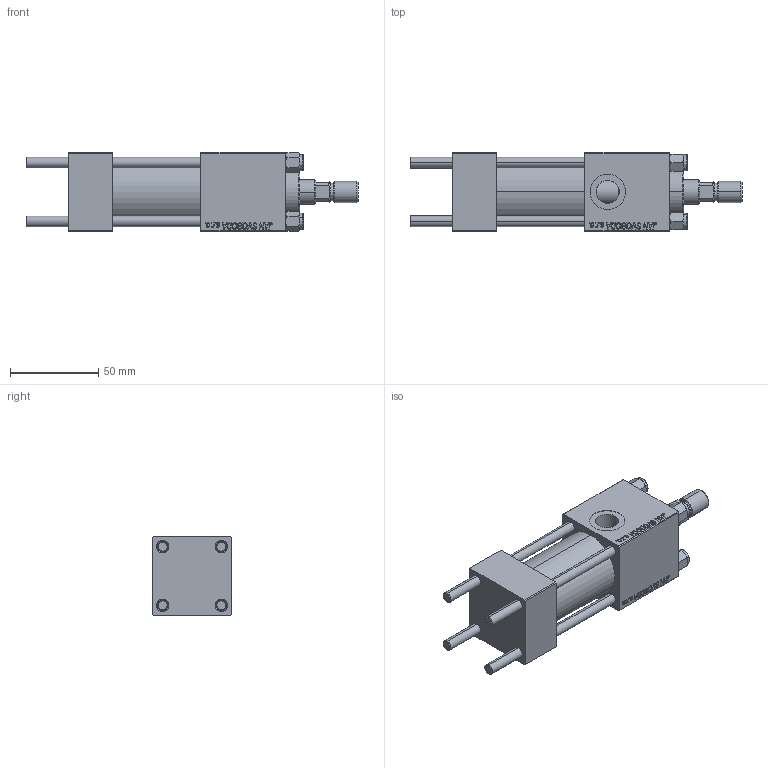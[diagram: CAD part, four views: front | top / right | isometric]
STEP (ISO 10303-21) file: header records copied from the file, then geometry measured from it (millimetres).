
FILE_DESCRIPTION (( 'STEP AP203' ), '1' );
FILE_NAME ('6abc.STEP', '2023-08-23T03:27:43', ( '' ), ( '' ), 'SwSTEP 2.0', 'SolidWorks 2019', '' );
FILE_SCHEMA (( 'CONFIG_CONTROL_DESIGN' ));
Length unit declared in the file: millimetre
Products named in the file (7): V215CR_BODY_A 58345f2a4996fd5bdfea21b1e0d90041; ROD_END_AH 58345f2a4996fd5bdfea21b1e0d90041; CR025_012_A_0_G_A_G_M_020_+#_##_TYCINKA 58345f2a4996fd5bdfea21b1e0d90041; V215_VC_A 58345f2a4996fd5bdfea21b1e0d90041; NUT_M5 58345f2a4996fd5bdfea21b1e0d90041; V215CR_VCP 58345f2a4996fd5bdfea21b1e0d90041; 6abc
Assembly tree (12 placements, depth 2):
  6abc
    V215CR_BODY_A 58345f2a4996fd5bdfea21b1e0d90041
    CR025_012_A_0_G_A_G_M_020_+#_##_TYCINKA 58345f2a4996fd5bdfea21b1e0d90041  x4
    NUT_M5 58345f2a4996fd5bdfea21b1e0d90041  x4
    V215CR_VCP 58345f2a4996fd5bdfea21b1e0d90041
    V215_VC_A 58345f2a4996fd5bdfea21b1e0d90041
    ROD_END_AH 58345f2a4996fd5bdfea21b1e0d90041
Bounding box: 188 x 45 x 45 mm (x, y, z)
Volume: 200284.4 mm3; surface area: 73599.5 mm2
Topology: 12 solids, 12 shells, 1145 faces, 2877 edges, 1865 vertices
Faces by surface type: plane 521, bspline 392, cone 140, cylinder 82, torus 10
Entity records: 50312 total; most frequent: CARTESIAN_POINT 27109, ORIENTED_EDGE 5246, DIRECTION 3297, EDGE_CURVE 2623, VERTEX_POINT 1721, VECTOR 1591, LINE 1591, EDGE_LOOP 1154
